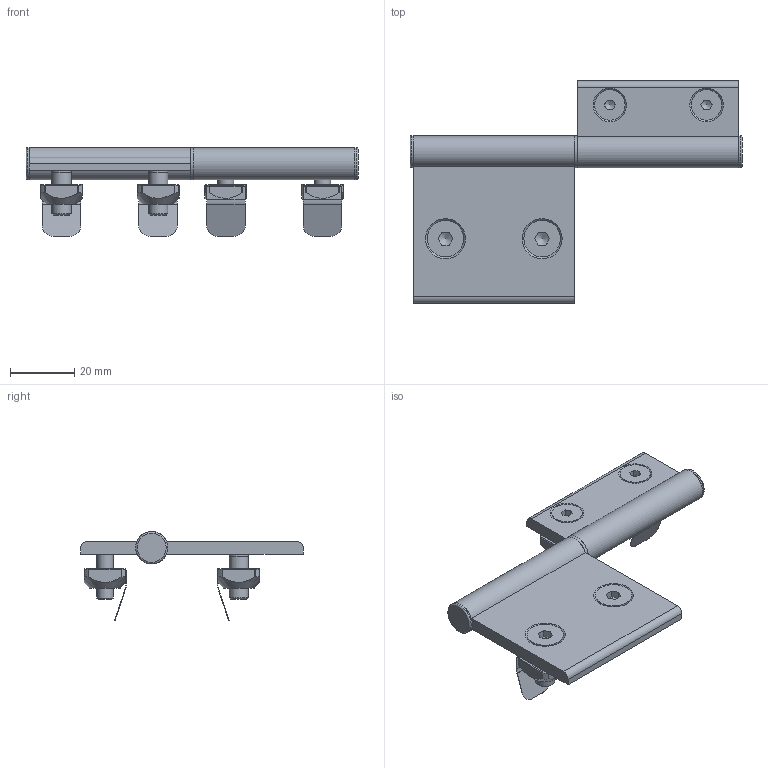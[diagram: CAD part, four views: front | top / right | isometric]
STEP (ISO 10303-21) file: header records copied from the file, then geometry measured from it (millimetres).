
FILE_DESCRIPTION(('STEP AP203'),'1');
FILE_NAME('SAFE08N1019.stp','2023-10-23T14:34:00',(' '),(' '),'Spatial InterOp 3D',' ',' ');
FILE_SCHEMA(('CONFIG_CONTROL_DESIGN'));
Length unit declared in the file: millimetre
Products named in the file (18): Kit de fixation - EcrouForceVsLigne; Vis FHC - M6x18; Ecrou carré languette 8 45 M6; Kit charnière AL assymétriques; Vis FHC - M5x18; Ecrou carré languette 8 45 M5; Charnière Al 45x20 AL PP4; Bouchon_Charniere_Al; Demi_Charniere_Alu - 45x45 PP4; Demi_Charniere_Alu - 20x20 PP4; Axe_Charniere_Al
Assembly tree (20 placements, depth 4):
  Kit charnière AL assymétriques
    Kit de fixation - EcrouForceVsLigne  x2
      Vis FHC - M6x18
      Ecrou carré languette 8 45 M6
        Ecrou carré languette 8 45 M6
        Ecrou carré languette 8 45 M6
    Kit de fixation - EcrouForceVsLigne  x2
      Vis FHC - M5x18
      Ecrou carré languette 8 45 M5
        Ecrou carré languette 8 45 M5
        Ecrou carré languette 8 45 M5
    Charnière Al 45x20 AL PP4
      Charnière Al 45x20 AL PP4
        Bouchon_Charniere_Al
        Demi_Charniere_Alu - 45x45 PP4
      Charnière Al 45x20 AL PP4
        Bouchon_Charniere_Al
        Demi_Charniere_Alu - 20x20 PP4
        Axe_Charniere_Al
Bounding box: 103 x 69 x 27.55 mm (x, y, z)
Volume: 22751.6 mm3; surface area: 18947.9 mm2
Topology: 17 solids, 17 shells, 297 faces, 696 edges, 403 vertices
Faces by surface type: cylinder 111, plane 106, sphere 32, torus 26, cone 22
Full cylindrical faces by diameter (mm): 4.2 x2, 5 x6, 5.3 x2, 6 x6, 6.1 x2, 6.4 x2, 9.43 x2, 10 x3, 11.34 x2
Entity records: 7384 total; most frequent: CARTESIAN_POINT 1045, DIRECTION 810, ORIENTED_EDGE 638, AXIS2_PLACEMENT_3D 336, EDGE_CURVE 319, PROPERTY_DEFINITION_REPRESENTATION 313, GENERAL_PROPERTY_ASSOCIATION 313, PROPERTY_DEFINITION 313
